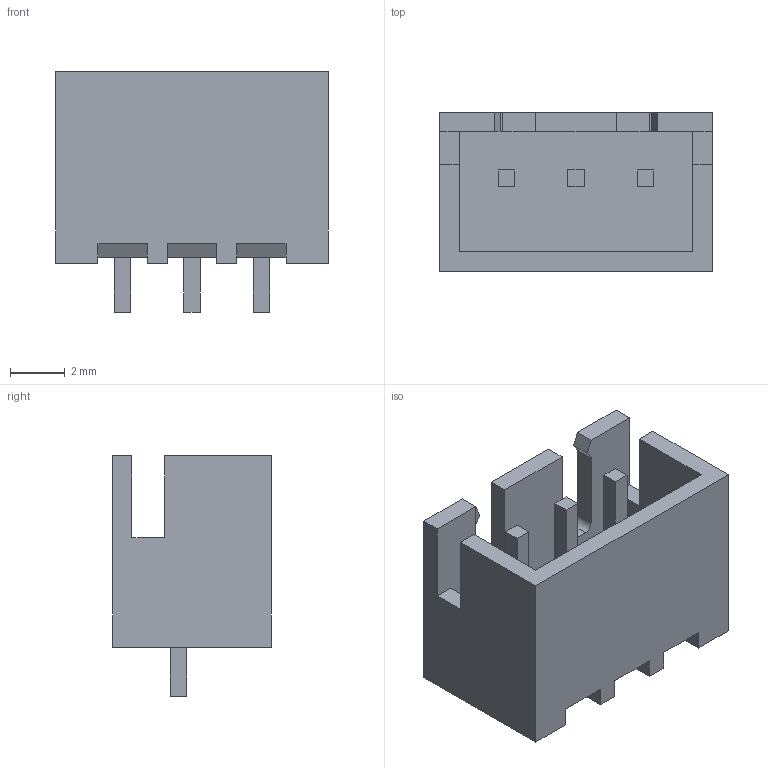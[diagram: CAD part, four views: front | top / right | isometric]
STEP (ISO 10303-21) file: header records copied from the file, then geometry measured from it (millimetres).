
FILE_DESCRIPTION (( 'STEP AP214' ), '1' );
FILE_NAME ('DB755EC3-DCAC-4409-98ED-6768D3F27F6D.STEP', '2025-04-27T06:03:56', ( '' ), ( '' ), 'SwSTEP 2.0', 'SolidWorks 2022', '' );
FILE_SCHEMA (( 'AUTOMOTIVE_DESIGN' ));
Length unit declared in the file: millimetre
Products named in the file (1): DB755EC3-DCAC-4409-98ED-6768D3F27F6D
Bounding box: 9.96 x 5.8 x 8.8 mm (x, y, z)
Volume: 198.1 mm3; surface area: 501.4 mm2
Topology: 2 solids, 2 shells, 81 faces, 213 edges, 142 vertices
Faces by surface type: plane 79, cylinder 2
Entity records: 2824 total; most frequent: CARTESIAN_POINT 437, ORIENTED_EDGE 426, DIRECTION 381, EDGE_CURVE 213, VECTOR 209, LINE 209, VERTEX_POINT 142, EDGE_LOOP 87
